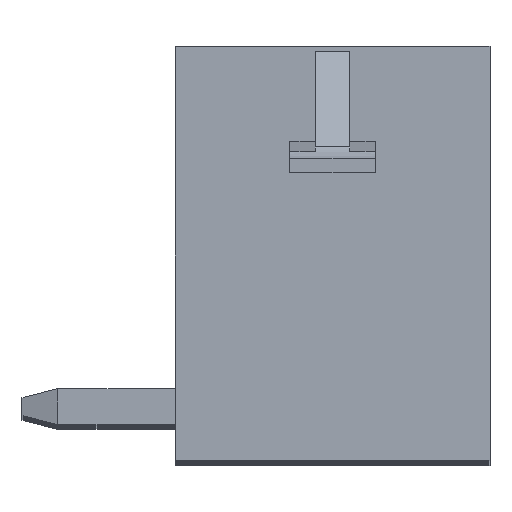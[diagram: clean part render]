
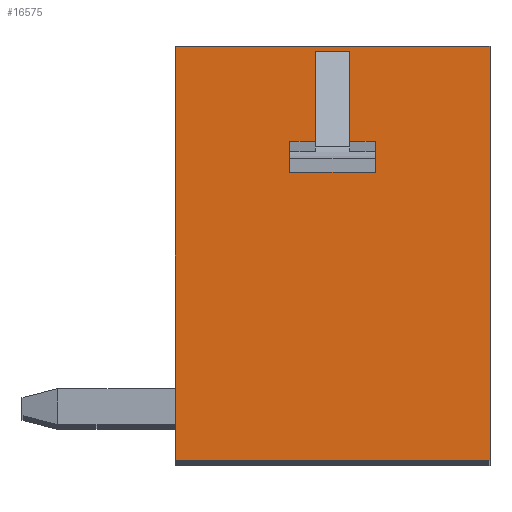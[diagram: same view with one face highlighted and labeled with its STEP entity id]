
A CAD part, top view. The second image highlights one B-rep face of the part: STEP entity #16575.
In plain terms, the highlighted planar face has unit normal (0, 0, 1).
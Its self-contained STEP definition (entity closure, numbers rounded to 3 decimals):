
#2612=DIRECTION('',(1.,0.,0.));
#2613=VECTOR('',#2612,7.);
#2614=CARTESIAN_POINT('',(-3.6,-3.853,0.));
#2615=LINE('',#2614,#2613);
#2616=DIRECTION('',(0.,-1.,0.));
#2617=VECTOR('',#2616,9.2);
#2618=CARTESIAN_POINT('',(-3.6,5.347,0.));
#2619=LINE('',#2618,#2617);
#2620=DIRECTION('',(-1.,0.,0.));
#2621=VECTOR('',#2620,7.);
#2622=CARTESIAN_POINT('',(3.4,5.347,0.));
#2623=LINE('',#2622,#2621);
#2624=DIRECTION('',(0.,1.,0.));
#2625=VECTOR('',#2624,9.2);
#2626=CARTESIAN_POINT('',(3.4,-3.853,0.));
#2627=LINE('',#2626,#2625);
#2628=DIRECTION('',(0.,1.,0.));
#2629=VECTOR('',#2628,0.495);
#2630=CARTESIAN_POINT('',(0.85,2.747,0.));
#2631=LINE('',#2630,#2629);
#2632=DIRECTION('',(-1.,0.,0.));
#2633=VECTOR('',#2632,0.76);
#2634=CARTESIAN_POINT('',(0.28,5.244,0.));
#2635=LINE('',#2634,#2633);
#2636=DIRECTION('',(1.,0.,0.));
#2637=VECTOR('',#2636,0.57);
#2638=CARTESIAN_POINT('',(-1.05,3.242,0.));
#2639=LINE('',#2638,#2637);
#2640=DIRECTION('',(0.,1.,0.));
#2641=VECTOR('',#2640,0.495);
#2642=CARTESIAN_POINT('',(-1.05,2.747,0.));
#2643=LINE('',#2642,#2641);
#2644=DIRECTION('',(-1.,0.,0.));
#2645=VECTOR('',#2644,1.9);
#2646=CARTESIAN_POINT('',(0.85,2.747,0.));
#2647=LINE('',#2646,#2645);
#2669=DIRECTION('',(-1.,0.,0.));
#2670=VECTOR('',#2669,0.57);
#2671=CARTESIAN_POINT('',(0.85,3.242,0.));
#2672=LINE('',#2671,#2670);
#2673=DIRECTION('',(0.,-1.,0.));
#2674=VECTOR('',#2673,2.002);
#2675=CARTESIAN_POINT('',(0.28,5.244,0.));
#2676=LINE('',#2675,#2674);
#2740=DIRECTION('',(0.,1.,0.));
#2741=VECTOR('',#2740,2.002);
#2742=CARTESIAN_POINT('',(-0.48,3.242,0.));
#2743=LINE('',#2742,#2741);
#11097=CARTESIAN_POINT('',(-3.6,-3.853,0.));
#11098=CARTESIAN_POINT('',(3.4,-3.853,0.));
#11099=VERTEX_POINT('',#11097);
#11100=VERTEX_POINT('',#11098);
#11101=CARTESIAN_POINT('',(3.4,5.347,0.));
#11102=VERTEX_POINT('',#11101);
#11103=CARTESIAN_POINT('',(-3.6,5.347,0.));
#11104=VERTEX_POINT('',#11103);
#12060=CARTESIAN_POINT('',(0.85,2.747,0.));
#12061=VERTEX_POINT('',#12060);
#12062=CARTESIAN_POINT('',(-1.05,2.747,0.));
#12063=VERTEX_POINT('',#12062);
#12065=CARTESIAN_POINT('',(-0.48,3.242,0.));
#12067=VERTEX_POINT('',#12065);
#12068=CARTESIAN_POINT('',(-0.48,5.244,0.));
#12069=VERTEX_POINT('',#12068);
#12070=CARTESIAN_POINT('',(-1.05,3.242,0.));
#12071=VERTEX_POINT('',#12070);
#12076=CARTESIAN_POINT('',(0.28,5.244,0.));
#12077=CARTESIAN_POINT('',(0.28,3.242,0.));
#12078=VERTEX_POINT('',#12076);
#12079=VERTEX_POINT('',#12077);
#12082=CARTESIAN_POINT('',(0.85,3.242,0.));
#12083=VERTEX_POINT('',#12082);
#16546=CARTESIAN_POINT('',(0.,0.,0.));
#16547=DIRECTION('',(0.,0.,1.));
#16548=DIRECTION('',(1.,0.,0.));
#16549=AXIS2_PLACEMENT_3D('',#16546,#16547,#16548);
#16550=PLANE('',#16549);
#16551=ORIENTED_EDGE('',*,*,#16117,.F.);
#16552=ORIENTED_EDGE('',*,*,#15774,.F.);
#16553=ORIENTED_EDGE('',*,*,#14781,.F.);
#16554=ORIENTED_EDGE('',*,*,#16215,.F.);
#16555=EDGE_LOOP('',(#16551,#16552,#16553,#16554));
#16556=FACE_OUTER_BOUND('',#16555,.F.);
#16558=ORIENTED_EDGE('',*,*,#16557,.T.);
#16560=ORIENTED_EDGE('',*,*,#16559,.T.);
#16562=ORIENTED_EDGE('',*,*,#16561,.F.);
#16564=ORIENTED_EDGE('',*,*,#16563,.T.);
#16566=ORIENTED_EDGE('',*,*,#16565,.F.);
#16568=ORIENTED_EDGE('',*,*,#16567,.F.);
#16570=ORIENTED_EDGE('',*,*,#16569,.F.);
#16572=ORIENTED_EDGE('',*,*,#16571,.F.);
#16573=EDGE_LOOP('',(#16558,#16560,#16562,#16564,#16566,#16568,#16570,#16572));
#16574=FACE_BOUND('',#16573,.F.);
#14781=EDGE_CURVE('',#11102,#11104,#2623,.T.);
#15774=EDGE_CURVE('',#11104,#11099,#2619,.T.);
#16117=EDGE_CURVE('',#11099,#11100,#2615,.T.);
#16215=EDGE_CURVE('',#11100,#11102,#2627,.T.);
#16557=EDGE_CURVE('',#12061,#12083,#2631,.T.);
#16559=EDGE_CURVE('',#12083,#12079,#2672,.T.);
#16561=EDGE_CURVE('',#12078,#12079,#2676,.T.);
#16563=EDGE_CURVE('',#12078,#12069,#2635,.T.);
#16565=EDGE_CURVE('',#12067,#12069,#2743,.T.);
#16567=EDGE_CURVE('',#12071,#12067,#2639,.T.);
#16569=EDGE_CURVE('',#12063,#12071,#2643,.T.);
#16571=EDGE_CURVE('',#12061,#12063,#2647,.T.);
#16575=ADVANCED_FACE('',(#16556,#16574),#16550,.T.);
